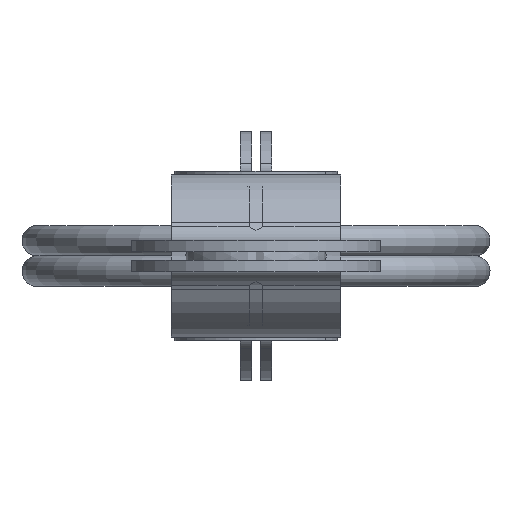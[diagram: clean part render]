
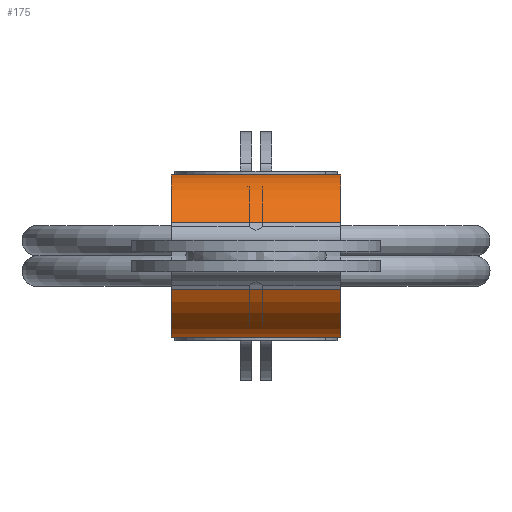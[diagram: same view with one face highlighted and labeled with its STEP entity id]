
A CAD part, left-side view. The second image highlights one B-rep face of the part: STEP entity #175.
In plain terms, the highlighted cylindrical face has radius 2.62 mm (diameter 5.24 mm), a partial arc.
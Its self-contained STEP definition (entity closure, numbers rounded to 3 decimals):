
#175 = ADVANCED_FACE( '', ( #374, #375 ), #376, .T. );
#374 = FACE_OUTER_BOUND( '', #583, .T. );
#375 = FACE_BOUND( '', #584, .T. );
#376 = CYLINDRICAL_SURFACE( '', #585, 2.62 );
#583 = EDGE_LOOP( '', ( #1072, #1073, #1074, #1075 ) );
#584 = EDGE_LOOP( '', ( #1076 ) );
#585 = AXIS2_PLACEMENT_3D( '', #1077, #1078, #1079 );
#1072 = ORIENTED_EDGE( '', *, *, #1251, .F. );
#1073 = ORIENTED_EDGE( '', *, *, #1377, .F. );
#1074 = ORIENTED_EDGE( '', *, *, #1255, .F. );
#1075 = ORIENTED_EDGE( '', *, *, #1205, .T. );
#1076 = ORIENTED_EDGE( '', *, *, #1314, .F. );
#1077 = CARTESIAN_POINT( '', ( 7.38, 5., 0. ) );
#1078 = DIRECTION( '', ( 0., 1., 0. ) );
#1079 = DIRECTION( '', ( 0., 0., -1. ) );
#1205 = EDGE_CURVE( '', #1443, #1448, #1450, .T. );
#1251 = EDGE_CURVE( '', #1523, #1448, #1525, .F. );
#1255 = EDGE_CURVE( '', #1443, #1531, #1532, .F. );
#1314 = EDGE_CURVE( '', #1620, #1620, #1621, .T. );
#1377 = EDGE_CURVE( '', #1531, #1523, #1701, .T. );
#1443 = VERTEX_POINT( '', #1826 );
#1448 = VERTEX_POINT( '', #1832 );
#1450 = LINE( '', #1834, #1835 );
#1523 = VERTEX_POINT( '', #1940 );
#1525 = CIRCLE( '', #1942, 2.62 );
#1531 = VERTEX_POINT( '', #1949 );
#1532 = CIRCLE( '', #1950, 2.62 );
#1620 = VERTEX_POINT( '', #2086 );
#1621 = B_SPLINE_CURVE_WITH_KNOTS( '', 3, ( #2087, #2088, #2089, #2090, #2091, #2092, #2093, #2094, #2095, #2096, #2097, #2098, #2099, #2100, #2101, #2102, #2103, #2104 ), .UNSPECIFIED., .T., .F., ( 2, 2, 2, 2, 2, 2, 2, 2, 2, 2, 2 ), ( 0., 0., 0., 0.001, 0.001, 0.001, 0.002, 0.002, 0.002, 0.003, 0.003 ), .UNSPECIFIED. );
#1701 = LINE( '', #2253, #2254 );
#1826 = CARTESIAN_POINT( '', ( 4.996, 2.71, 1.086 ) );
#1832 = CARTESIAN_POINT( '', ( 4.996, -2.71, 1.086 ) );
#1834 = CARTESIAN_POINT( '', ( 4.996, 5., 1.086 ) );
#1835 = VECTOR( '', #2324, 1000. );
#1940 = CARTESIAN_POINT( '', ( 4.996, -2.71, -1.086 ) );
#1942 = AXIS2_PLACEMENT_3D( '', #2396, #2397, #2398 );
#1949 = CARTESIAN_POINT( '', ( 4.996, 2.71, -1.086 ) );
#1950 = AXIS2_PLACEMENT_3D( '', #2403, #2404, #2405 );
#2086 = CARTESIAN_POINT( '', ( 9.96, 0., -0.455 ) );
#2087 = CARTESIAN_POINT( '', ( 9.96, -0.12, -0.455 ) );
#2088 = CARTESIAN_POINT( '', ( 9.96, 0.12, -0.455 ) );
#2089 = CARTESIAN_POINT( '', ( 9.97, 0.238, -0.405 ) );
#2090 = CARTESIAN_POINT( '', ( 9.991, 0.406, -0.238 ) );
#2091 = CARTESIAN_POINT( '', ( 10., 0.455, -0.119 ) );
#2092 = CARTESIAN_POINT( '', ( 10., 0.455, 0.119 ) );
#2093 = CARTESIAN_POINT( '', ( 9.991, 0.407, 0.237 ) );
#2094 = CARTESIAN_POINT( '', ( 9.97, 0.237, 0.406 ) );
#2095 = CARTESIAN_POINT( '', ( 9.96, 0.119, 0.455 ) );
#2096 = CARTESIAN_POINT( '', ( 9.96, -0.119, 0.455 ) );
#2097 = CARTESIAN_POINT( '', ( 9.97, -0.237, 0.406 ) );
#2098 = CARTESIAN_POINT( '', ( 9.991, -0.405, 0.238 ) );
#2099 = CARTESIAN_POINT( '', ( 10., -0.455, 0.121 ) );
#2100 = CARTESIAN_POINT( '', ( 10., -0.455, -0.12 ) );
#2101 = CARTESIAN_POINT( '', ( 9.991, -0.406, -0.238 ) );
#2102 = CARTESIAN_POINT( '', ( 9.97, -0.238, -0.405 ) );
#2103 = CARTESIAN_POINT( '', ( 9.96, -0.12, -0.455 ) );
#2104 = CARTESIAN_POINT( '', ( 9.96, 0.12, -0.455 ) );
#2253 = CARTESIAN_POINT( '', ( 4.996, 5., -1.086 ) );
#2254 = VECTOR( '', #2556, 1000. );
#2324 = DIRECTION( '', ( 0., -1., 0. ) );
#2396 = CARTESIAN_POINT( '', ( 7.38, -2.71, 0. ) );
#2397 = DIRECTION( '', ( 0., 1., 0. ) );
#2398 = DIRECTION( '', ( -1., 0., 0. ) );
#2403 = CARTESIAN_POINT( '', ( 7.38, 2.71, 0. ) );
#2404 = DIRECTION( '', ( 0., -1., 0. ) );
#2405 = DIRECTION( '', ( 0., 0., -1. ) );
#2556 = DIRECTION( '', ( 0., -1., 0. ) );
